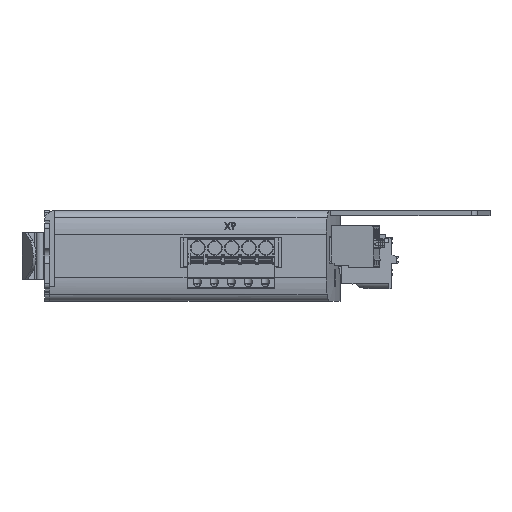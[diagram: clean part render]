
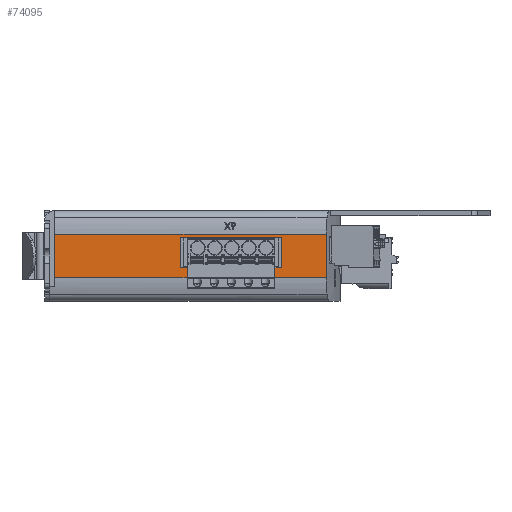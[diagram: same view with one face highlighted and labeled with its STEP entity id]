
A CAD part, front view. The second image highlights one B-rep face of the part: STEP entity #74095.
In plain terms, the highlighted planar face has unit normal (0, -1, 0).
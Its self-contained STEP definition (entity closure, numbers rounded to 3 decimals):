
#3720=ORIENTED_EDGE('',*,*,#19698,.F.);
#3721=ORIENTED_EDGE('',*,*,#19699,.F.);
#3722=ORIENTED_EDGE('',*,*,#19293,.T.);
#3723=ORIENTED_EDGE('',*,*,#19700,.T.);
#3724=ORIENTED_EDGE('',*,*,#19701,.T.);
#3725=ORIENTED_EDGE('',*,*,#19702,.T.);
#3726=ORIENTED_EDGE('',*,*,#19703,.T.);
#3727=ORIENTED_EDGE('',*,*,#19704,.T.);
#3728=ORIENTED_EDGE('',*,*,#19705,.T.);
#3729=ORIENTED_EDGE('',*,*,#19706,.T.);
#3730=ORIENTED_EDGE('',*,*,#19707,.T.);
#3731=ORIENTED_EDGE('',*,*,#19708,.T.);
#3732=ORIENTED_EDGE('',*,*,#19709,.T.);
#3733=ORIENTED_EDGE('',*,*,#19710,.T.);
#3734=ORIENTED_EDGE('',*,*,#19711,.T.);
#3735=ORIENTED_EDGE('',*,*,#19712,.T.);
#3736=ORIENTED_EDGE('',*,*,#19713,.T.);
#3737=ORIENTED_EDGE('',*,*,#19714,.T.);
#3738=ORIENTED_EDGE('',*,*,#19715,.T.);
#3739=ORIENTED_EDGE('',*,*,#19716,.T.);
#19293=EDGE_CURVE('',#27282,#27283,#32647,.T.);
#19698=EDGE_CURVE('',#27687,#27688,#32907,.T.);
#19699=EDGE_CURVE('',#27282,#27687,#32908,.T.);
#19700=EDGE_CURVE('',#27283,#27688,#32909,.T.);
#19701=EDGE_CURVE('',#27689,#27690,#32910,.T.);
#19702=EDGE_CURVE('',#27690,#27691,#32911,.T.);
#19703=EDGE_CURVE('',#27691,#27692,#32912,.T.);
#19704=EDGE_CURVE('',#27692,#27693,#32913,.T.);
#19705=EDGE_CURVE('',#27693,#27694,#32914,.T.);
#19706=EDGE_CURVE('',#27694,#27695,#32915,.T.);
#19707=EDGE_CURVE('',#27695,#27696,#32916,.T.);
#19708=EDGE_CURVE('',#27696,#27697,#32917,.T.);
#19709=EDGE_CURVE('',#27697,#27698,#32918,.T.);
#19710=EDGE_CURVE('',#27698,#27699,#32919,.T.);
#19711=EDGE_CURVE('',#27699,#27700,#32920,.T.);
#19712=EDGE_CURVE('',#27700,#27701,#32921,.T.);
#19713=EDGE_CURVE('',#27701,#27702,#32922,.T.);
#19714=EDGE_CURVE('',#27702,#27703,#32923,.T.);
#19715=EDGE_CURVE('',#27703,#27704,#32924,.T.);
#19716=EDGE_CURVE('',#27704,#27689,#32925,.T.);
#27282=VERTEX_POINT('',#98596);
#27283=VERTEX_POINT('',#98597);
#27687=VERTEX_POINT('',#99466);
#27688=VERTEX_POINT('',#99467);
#27689=VERTEX_POINT('',#99471);
#27690=VERTEX_POINT('',#99472);
#27691=VERTEX_POINT('',#99474);
#27692=VERTEX_POINT('',#99476);
#27693=VERTEX_POINT('',#99478);
#27694=VERTEX_POINT('',#99480);
#27695=VERTEX_POINT('',#99482);
#27696=VERTEX_POINT('',#99484);
#27697=VERTEX_POINT('',#99486);
#27698=VERTEX_POINT('',#99488);
#27699=VERTEX_POINT('',#99490);
#27700=VERTEX_POINT('',#99492);
#27701=VERTEX_POINT('',#99494);
#27702=VERTEX_POINT('',#99496);
#27703=VERTEX_POINT('',#99498);
#27704=VERTEX_POINT('',#99500);
#32647=LINE('',#98595,#38453);
#32907=LINE('',#99465,#38713);
#32908=LINE('',#99468,#38714);
#32909=LINE('',#99469,#38715);
#32910=LINE('',#99470,#38716);
#32911=LINE('',#99473,#38717);
#32912=LINE('',#99475,#38718);
#32913=LINE('',#99477,#38719);
#32914=LINE('',#99479,#38720);
#32915=LINE('',#99481,#38721);
#32916=LINE('',#99483,#38722);
#32917=LINE('',#99485,#38723);
#32918=LINE('',#99487,#38724);
#32919=LINE('',#99489,#38725);
#32920=LINE('',#99491,#38726);
#32921=LINE('',#99493,#38727);
#32922=LINE('',#99495,#38728);
#32923=LINE('',#99497,#38729);
#32924=LINE('',#99499,#38730);
#32925=LINE('',#99501,#38731);
#38453=VECTOR('',#82395,1000.);
#38713=VECTOR('',#82961,1000.);
#38714=VECTOR('',#82962,1000.);
#38715=VECTOR('',#82963,1000.);
#38716=VECTOR('',#82964,1000.);
#38717=VECTOR('',#82965,1000.);
#38718=VECTOR('',#82966,1000.);
#38719=VECTOR('',#82967,1000.);
#38720=VECTOR('',#82968,1000.);
#38721=VECTOR('',#82969,1000.);
#38722=VECTOR('',#82970,1000.);
#38723=VECTOR('',#82971,1000.);
#38724=VECTOR('',#82972,1000.);
#38725=VECTOR('',#82973,1000.);
#38726=VECTOR('',#82974,1000.);
#38727=VECTOR('',#82975,1000.);
#38728=VECTOR('',#82976,1000.);
#38729=VECTOR('',#82977,1000.);
#38730=VECTOR('',#82978,1000.);
#38731=VECTOR('',#82979,1000.);
#44284=EDGE_LOOP('',(#3720,#3721,#3722,#3723));
#44285=EDGE_LOOP('',(#3724,#3725,#3726,#3727,#3728,#3729,#3730,#3731,#3732,
#3733,#3734,#3735,#3736,#3737,#3738,#3739));
#47781=FACE_BOUND('',#44284,.T.);
#47782=FACE_BOUND('',#44285,.T.);
#51254=PLANE('',#77322);
#74095=ADVANCED_FACE('',(#47781,#47782),#51254,.F.);
#77322=AXIS2_PLACEMENT_3D('',#99464,#82959,#82960);
#82395=DIRECTION('',(-1.,0.,0.));
#82959=DIRECTION('',(0.,1.,0.));
#82960=DIRECTION('',(0.,0.,1.));
#82961=DIRECTION('',(-1.,0.,0.));
#82962=DIRECTION('',(0.,0.,-1.));
#82963=DIRECTION('',(0.,0.,-1.));
#82964=DIRECTION('',(-1.,0.,0.));
#82965=DIRECTION('',(0.,0.,1.));
#82966=DIRECTION('',(1.,0.,0.));
#82967=DIRECTION('',(0.,0.,-1.));
#82968=DIRECTION('',(-1.,0.,0.));
#82969=DIRECTION('',(0.,0.,-1.));
#82970=DIRECTION('',(-1.,0.,0.));
#82971=DIRECTION('',(0.,0.,1.));
#82972=DIRECTION('',(-1.,0.,0.));
#82973=DIRECTION('',(0.,0.,-1.));
#82974=DIRECTION('',(-1.,0.,0.));
#82975=DIRECTION('',(0.,0.,1.));
#82976=DIRECTION('',(-1.,0.,0.));
#82977=DIRECTION('',(0.,0.,-1.));
#82978=DIRECTION('',(-1.,0.,0.));
#82979=DIRECTION('',(0.,0.,1.));
#98595=CARTESIAN_POINT('',(88.25,-72.,6.5));
#98596=CARTESIAN_POINT('',(84.148,-72.,6.5));
#98597=CARTESIAN_POINT('',(3.,-72.,6.5));
#99464=CARTESIAN_POINT('',(88.25,-72.,6.5));
#99465=CARTESIAN_POINT('',(88.25,-72.,-6.5));
#99466=CARTESIAN_POINT('',(84.148,-72.,-6.5));
#99467=CARTESIAN_POINT('',(3.,-72.,-6.5));
#99468=CARTESIAN_POINT('',(84.148,-72.,13.5));
#99469=CARTESIAN_POINT('',(3.,-72.,13.5));
#99470=CARTESIAN_POINT('',(45.645,-72.,-3.5));
#99471=CARTESIAN_POINT('',(45.645,-72.,-3.5));
#99472=CARTESIAN_POINT('',(40.625,-72.,-3.5));
#99473=CARTESIAN_POINT('',(40.625,-72.,-3.5));
#99474=CARTESIAN_POINT('',(40.625,-72.,5.65));
#99475=CARTESIAN_POINT('',(40.625,-72.,5.65));
#99476=CARTESIAN_POINT('',(70.648,-72.,5.65));
#99477=CARTESIAN_POINT('',(70.648,-72.,5.65));
#99478=CARTESIAN_POINT('',(70.648,-72.,-3.5));
#99479=CARTESIAN_POINT('',(70.648,-72.,-3.5));
#99480=CARTESIAN_POINT('',(65.692,-72.,-3.5));
#99481=CARTESIAN_POINT('',(65.692,-72.,-3.5));
#99482=CARTESIAN_POINT('',(65.692,-72.,-5.5));
#99483=CARTESIAN_POINT('',(65.692,-72.,-5.5));
#99484=CARTESIAN_POINT('',(62.483,-72.,-5.5));
#99485=CARTESIAN_POINT('',(62.483,-72.,-5.5));
#99486=CARTESIAN_POINT('',(62.483,-72.,-3.5));
#99487=CARTESIAN_POINT('',(62.483,-72.,-3.5));
#99488=CARTESIAN_POINT('',(59.013,-72.,-3.5));
#99489=CARTESIAN_POINT('',(59.013,-72.,-3.5));
#99490=CARTESIAN_POINT('',(59.013,-72.,-5.5));
#99491=CARTESIAN_POINT('',(59.013,-72.,-5.5));
#99492=CARTESIAN_POINT('',(55.804,-72.,-5.5));
#99493=CARTESIAN_POINT('',(55.804,-72.,-5.5));
#99494=CARTESIAN_POINT('',(55.804,-72.,-3.5));
#99495=CARTESIAN_POINT('',(55.804,-72.,-3.5));
#99496=CARTESIAN_POINT('',(48.854,-72.,-3.5));
#99497=CARTESIAN_POINT('',(48.854,-72.,-3.5));
#99498=CARTESIAN_POINT('',(48.854,-72.,-5.5));
#99499=CARTESIAN_POINT('',(48.854,-72.,-5.5));
#99500=CARTESIAN_POINT('',(45.645,-72.,-5.5));
#99501=CARTESIAN_POINT('',(45.645,-72.,-5.5));
